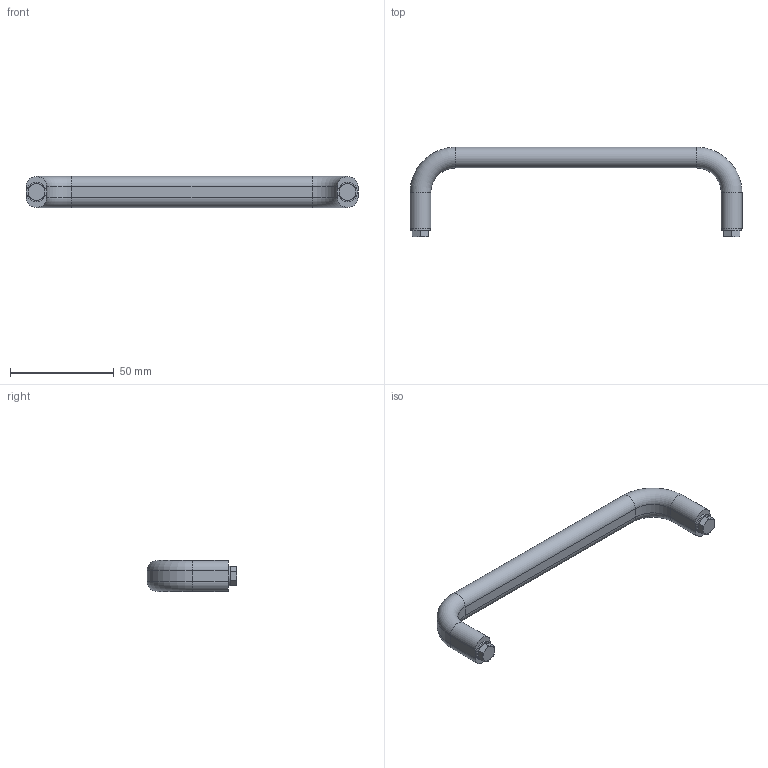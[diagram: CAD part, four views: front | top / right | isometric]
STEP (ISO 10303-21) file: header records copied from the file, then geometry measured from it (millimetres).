
FILE_DESCRIPTION( ( 'STEP AP214' ), '1' );
FILE_NAME( 'K1086.1501005.stp', '2020-12-04T13:07:09', ( '' ), ( '' ), ' ', 'PARTsolutions', ' ' );
FILE_SCHEMA( ( 'AUTOMOTIVE_DESIGN { 1 0 10303 214 1 1 1 1 }' ) );
Length unit declared in the file: millimetre
Products named in the file (1): _K1086.1501005
Bounding box: 160 x 43.2 x 15 mm (x, y, z)
Volume: 26541.8 mm3; surface area: 9135.5 mm2
Topology: 1 solids, 5 shells, 68 faces, 138 edges, 82 vertices
Faces by surface type: plane 30, cylinder 18, cone 16, torus 4
Full cylindrical faces by diameter (mm): 4.134 x2, 5 x2, 5.5 x2, 9.5 x2
Entity records: 2256 total; most frequent: CARTESIAN_POINT 351, DIRECTION 286, ORIENTED_EDGE 244, EDGE_CURVE 122, AXIS2_PLACEMENT_3D 119, EDGE_LOOP 86, VERTEX_POINT 80, FACE_OUTER_BOUND 76
